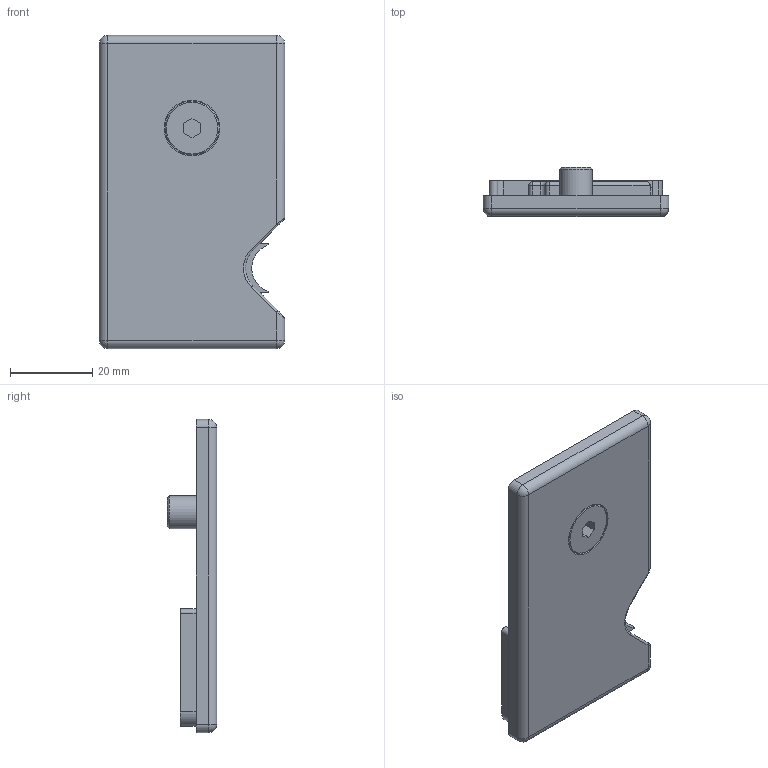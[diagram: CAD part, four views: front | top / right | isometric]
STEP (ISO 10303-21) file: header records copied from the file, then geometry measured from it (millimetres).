
FILE_DESCRIPTION(/* description */ (''),/* implementation_level */ '2;1');
FILE_NAME(/* name */ '801231.stp',/* time_stamp */ '2013-12-13T11:46:48+01:00',/* author */ ('VeronikaF'),/* organization */ (''),/* preprocessor_version */ 'ST-DEVELOPER v15.2',/* originating_system */ 'Autodesk Inventor 2014',/* authorisation */ '');
FILE_SCHEMA (('AUTOMOTIVE_DESIGN { 1 0 10303 214 3 1 1 }'));
Length unit declared in the file: millimetre
Products named in the file (5): 801231-I; 801231-II; 801231-III; 801231-IV; 801231
Bounding box: 45 x 12 x 76 mm (x, y, z)
Volume: 17767.1 mm3; surface area: 10683.3 mm2
Topology: 4 solids, 4 shells, 122 faces, 302 edges, 183 vertices
Faces by surface type: plane 61, cylinder 43, sphere 8, torus 6, bspline 3, cone 1
Full cylindrical faces by diameter (mm): 8 x1, 8.4 x1, 13 x1, 13.5 x1
Entity records: 4939 total; most frequent: CARTESIAN_POINT 1944, DIRECTION 639, ORIENTED_EDGE 572, EDGE_CURVE 286, AXIS2_PLACEMENT_3D 226, LINE 187, VECTOR 187, VERTEX_POINT 183
